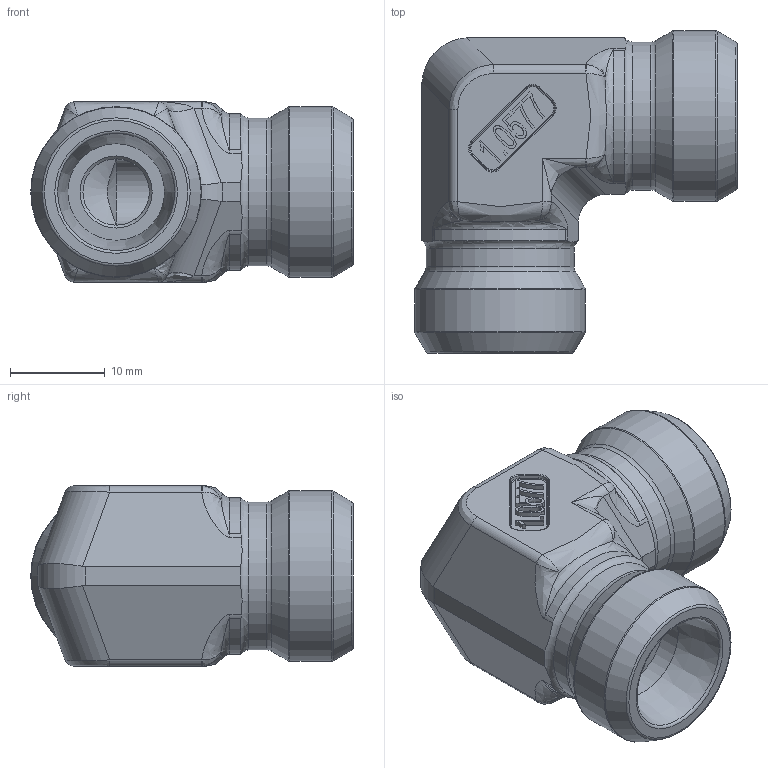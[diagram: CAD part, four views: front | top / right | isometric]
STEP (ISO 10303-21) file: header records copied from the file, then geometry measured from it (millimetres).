
FILE_DESCRIPTION(/* description */ (''),/* implementation_level */ '2;1');
FILE_NAME(/* name */ 'X-WV10.stp',/* time_stamp */ '2025-01-16T13:17:53+01:00',/* author */ (''),/* organization */ (''),/* preprocessor_version */ 'ST-DEVELOPER v16',/* originating_system */ 'SIEMENS PLM Software NX 10.0',/* authorisation */ '');
FILE_SCHEMA (('AP203_CONFIGURATION_CONTROLLED_3D_DESIGN_OF_MECHANICAL_PARTS_AND_ASSEMBLIES_MIM_LF { 1 0 10303 403 2 1 2}'));
Length unit declared in the file: millimetre
Products named in the file (1): nwer41844EE6668t
Bounding box: 34 x 34 x 19 mm (x, y, z)
Volume: 9180.5 mm3; surface area: 4406.1 mm2
Topology: 1 solids, 1 shells, 242 faces, 586 edges, 352 vertices
Faces by surface type: plane 93, cylinder 58, bspline 48, extrusion 17, torus 16, cone 10
Full cylindrical faces by diameter (mm): 7 x2, 10.195 x2, 15.6 x2, 18 x2
Entity records: 8549 total; most frequent: CARTESIAN_POINT 3537, ORIENTED_EDGE 1084, DIRECTION 853, EDGE_CURVE 542, VERTEX_POINT 346, AXIS2_PLACEMENT_3D 333, EDGE_LOOP 288, ADVANCED_FACE 242
